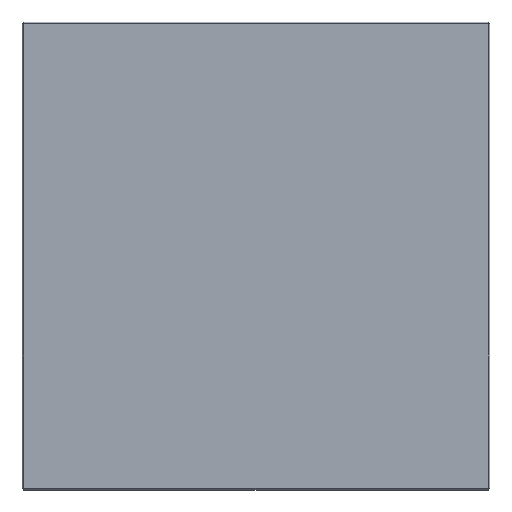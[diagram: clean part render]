
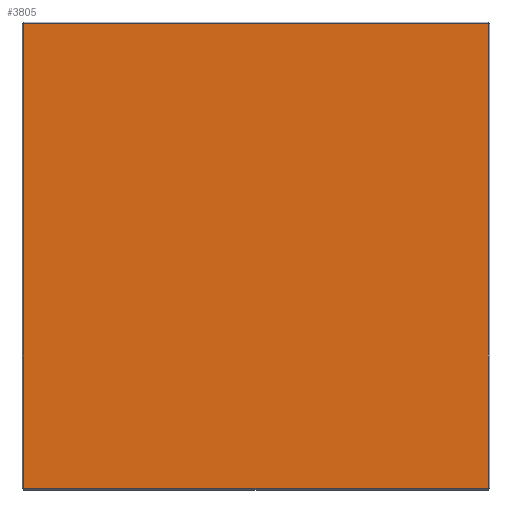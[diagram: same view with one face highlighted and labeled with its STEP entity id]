
A CAD part, top view. The second image highlights one B-rep face of the part: STEP entity #3805.
In plain terms, the highlighted planar face has unit normal (0, 0, 1).
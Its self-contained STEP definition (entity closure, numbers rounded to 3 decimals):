
#3801 = VERTEX_POINT ( 'NONE', #10995 ) ;
#3803 = ORIENTED_EDGE ( 'NONE', *, *, #3808, .T. ) ;
#3804 = ORIENTED_EDGE ( 'NONE', *, *, #3813, .T. ) ;
#3805 = ADVANCED_FACE ( 'NONE', ( #10979 ), #10958, .T. ) ;
#3806 = ORIENTED_EDGE ( 'NONE', *, *, #3807, .T. ) ;
#3807 = EDGE_CURVE ( 'NONE', #3829, #3801, #11031, .T. ) ;
#3808 = EDGE_CURVE ( 'NONE', #3857, #3829, #11012, .T. ) ;
#3809 = VERTEX_POINT ( 'NONE', #11014 ) ;
#3810 = ORIENTED_EDGE ( 'NONE', *, *, #3811, .T. ) ;
#3811 = EDGE_CURVE ( 'NONE', #3801, #3809, #11059, .T. ) ;
#3813 = EDGE_CURVE ( 'NONE', #3809, #3857, #10963, .T. ) ;
#3829 = VERTEX_POINT ( 'NONE', #11078 ) ;
#3857 = VERTEX_POINT ( 'NONE', #11179 ) ;
#3860 = EDGE_LOOP ( 'NONE', ( #3803, #3806, #3810, #3804 ) ) ;
#10958 = PLANE ( 'NONE',  #10987 ) ;
#10963 = LINE ( 'NONE', #11052, #11051 ) ;
#10979 = FACE_OUTER_BOUND ( 'NONE', #3860, .T. ) ;
#10987 = AXIS2_PLACEMENT_3D ( 'NONE', #11018, #11017, #11016 ) ;
#10995 = CARTESIAN_POINT ( 'NONE',  ( -94.165, 54.958, 16.175 ) ) ;
#11012 = LINE ( 'NONE', #11062, #11061 ) ;
#11013 = VECTOR ( 'NONE', #11029, 1000. ) ;
#11014 = CARTESIAN_POINT ( 'NONE',  ( -94.165, 4.558, 16.175 ) ) ;
#11016 = DIRECTION ( 'NONE',  ( 1., 0., 0. ) ) ;
#11017 = DIRECTION ( 'NONE',  ( 0., 0., 1. ) ) ;
#11018 = CARTESIAN_POINT ( 'NONE',  ( -94.365, 4.358, 16.175 ) ) ;
#11029 = DIRECTION ( 'NONE',  ( -1., 0., 0. ) ) ;
#11030 = CARTESIAN_POINT ( 'NONE',  ( -94.365, 54.958, 16.175 ) ) ;
#11031 = LINE ( 'NONE', #11030, #11013 ) ;
#11050 = DIRECTION ( 'NONE',  ( 1., 0., 0. ) ) ;
#11051 = VECTOR ( 'NONE', #11050, 1000. ) ;
#11052 = CARTESIAN_POINT ( 'NONE',  ( -43.565, 4.558, 16.175 ) ) ;
#11055 = DIRECTION ( 'NONE',  ( 0., -1., 0. ) ) ;
#11056 = VECTOR ( 'NONE', #11055, 1000. ) ;
#11057 = CARTESIAN_POINT ( 'NONE',  ( -94.165, 4.358, 16.175 ) ) ;
#11059 = LINE ( 'NONE', #11057, #11056 ) ;
#11060 = DIRECTION ( 'NONE',  ( 0., 1., 0. ) ) ;
#11061 = VECTOR ( 'NONE', #11060, 1000. ) ;
#11062 = CARTESIAN_POINT ( 'NONE',  ( -43.765, 55.158, 16.175 ) ) ;
#11078 = CARTESIAN_POINT ( 'NONE',  ( -43.765, 54.958, 16.175 ) ) ;
#11179 = CARTESIAN_POINT ( 'NONE',  ( -43.765, 4.558, 16.175 ) ) ;
